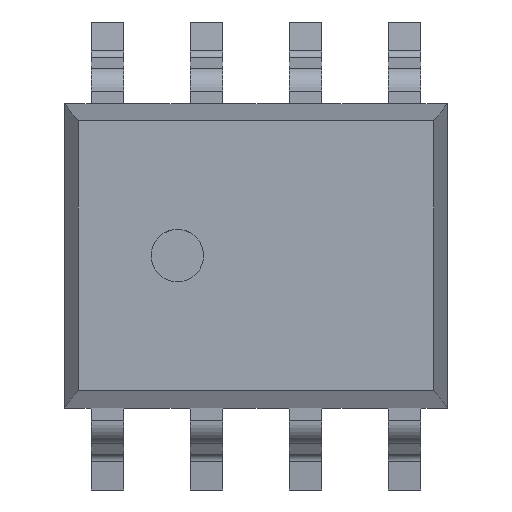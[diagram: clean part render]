
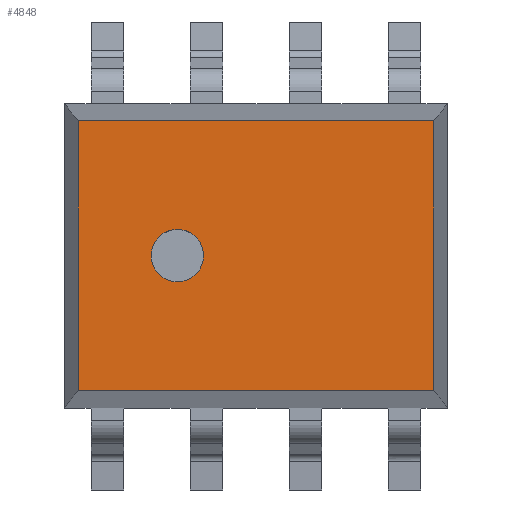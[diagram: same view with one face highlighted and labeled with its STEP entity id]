
A CAD part, top view. The second image highlights one B-rep face of the part: STEP entity #4848.
In plain terms, the highlighted planar face has unit normal (0, 0, 1).
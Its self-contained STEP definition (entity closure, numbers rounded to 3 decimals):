
#4742=AXIS2_PLACEMENT_3D('Circle Axis2P3D',#4740,#4741,$) ;
#4775=AXIS2_PLACEMENT_3D('Circle Axis2P3D',#4773,#4774,$) ;
#4817=AXIS2_PLACEMENT_3D('Plane Axis2P3D',#4814,#4815,#4816) ;
#4697=CARTESIAN_POINT('Vertex',(-2.375,-1.8,2.95)) ;
#4700=CARTESIAN_POINT('Line Origine',(-2.375,0.,2.95)) ;
#4704=CARTESIAN_POINT('Vertex',(-2.375,1.8,2.95)) ;
#4735=CARTESIAN_POINT('Vertex',(-0.7,0.,2.95)) ;
#4740=CARTESIAN_POINT('Axis2P3D Location',(-1.05,0.,2.95)) ;
#4744=CARTESIAN_POINT('Vertex',(-1.4,0.,2.95)) ;
#4773=CARTESIAN_POINT('Axis2P3D Location',(-1.05,0.,2.95)) ;
#4814=CARTESIAN_POINT('Axis2P3D Location',(0.,1.8,2.95)) ;
#4819=CARTESIAN_POINT('Line Origine',(0.,1.8,2.95)) ;
#4823=CARTESIAN_POINT('Vertex',(2.375,1.8,2.95)) ;
#4826=CARTESIAN_POINT('Line Origine',(0.,-1.8,2.95)) ;
#4830=CARTESIAN_POINT('Vertex',(2.375,-1.8,2.95)) ;
#4833=CARTESIAN_POINT('Line Origine',(2.375,0.,2.95)) ;
#4701=DIRECTION('Vector Direction',(0.,-1.,0.)) ;
#4741=DIRECTION('Axis2P3D Direction',(-0.,0.,1.)) ;
#4774=DIRECTION('Axis2P3D Direction',(-0.,0.,1.)) ;
#4815=DIRECTION('Axis2P3D Direction',(-0.,0.,1.)) ;
#4816=DIRECTION('Axis2P3D XDirection',(0.,-1.,0.)) ;
#4820=DIRECTION('Vector Direction',(1.,0.,0.)) ;
#4827=DIRECTION('Vector Direction',(1.,0.,0.)) ;
#4834=DIRECTION('Vector Direction',(0.,-1.,0.)) ;
#4702=VECTOR('Line Direction',#4701,1.) ;
#4821=VECTOR('Line Direction',#4820,1.) ;
#4828=VECTOR('Line Direction',#4827,1.) ;
#4835=VECTOR('Line Direction',#4834,1.) ;
#4839=ORIENTED_EDGE('',*,*,#4825,.F.) ;
#4840=ORIENTED_EDGE('',*,*,#4706,.T.) ;
#4841=ORIENTED_EDGE('',*,*,#4832,.T.) ;
#4842=ORIENTED_EDGE('',*,*,#4837,.F.) ;
#4845=ORIENTED_EDGE('',*,*,#4746,.F.) ;
#4846=ORIENTED_EDGE('',*,*,#4777,.F.) ;
#4847=FACE_BOUND('',#4844,.T.) ;
#4848=ADVANCED_FACE('NPP-301A',(#4843,#4847),#4818,.T.) ;
#4743=CIRCLE('generated circle',#4742,0.35) ;
#4776=CIRCLE('generated circle',#4775,0.35) ;
#4706=EDGE_CURVE('',#4705,#4698,#4703,.T.) ;
#4746=EDGE_CURVE('',#4736,#4745,#4743,.T.) ;
#4777=EDGE_CURVE('',#4745,#4736,#4776,.T.) ;
#4825=EDGE_CURVE('',#4705,#4824,#4822,.T.) ;
#4832=EDGE_CURVE('',#4698,#4831,#4829,.T.) ;
#4837=EDGE_CURVE('',#4824,#4831,#4836,.T.) ;
#4838=EDGE_LOOP('',(#4839,#4840,#4841,#4842)) ;
#4844=EDGE_LOOP('',(#4845,#4846)) ;
#4843=FACE_OUTER_BOUND('',#4838,.T.) ;
#4703=LINE('Line',#4700,#4702) ;
#4822=LINE('Line',#4819,#4821) ;
#4829=LINE('Line',#4826,#4828) ;
#4836=LINE('Line',#4833,#4835) ;
#4818=PLANE('',#4817) ;
#4698=VERTEX_POINT('',#4697) ;
#4705=VERTEX_POINT('',#4704) ;
#4736=VERTEX_POINT('',#4735) ;
#4745=VERTEX_POINT('',#4744) ;
#4824=VERTEX_POINT('',#4823) ;
#4831=VERTEX_POINT('',#4830) ;
